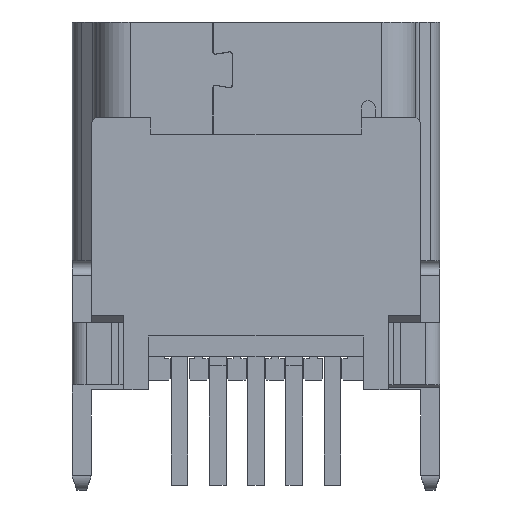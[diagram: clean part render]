
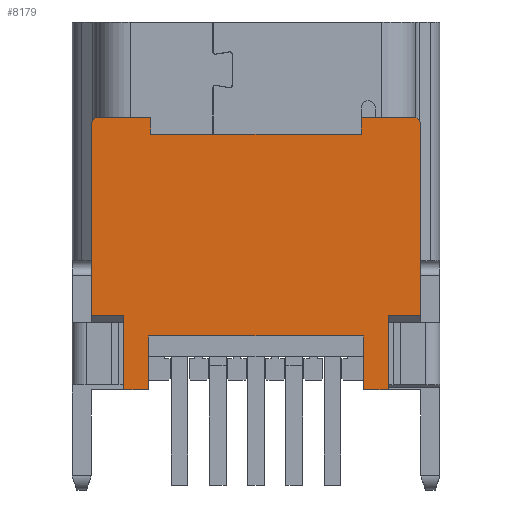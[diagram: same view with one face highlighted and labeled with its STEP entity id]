
A CAD part, front view. The second image highlights one B-rep face of the part: STEP entity #8179.
In plain terms, the highlighted planar face has unit normal (0, -1, 0).
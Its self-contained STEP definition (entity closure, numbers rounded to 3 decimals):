
#455=FACE_OUTER_BOUND('',#886,.T.);
#886=EDGE_LOOP('',(#6494,#6495,#6496,#6497,#6498,#6499,#6500,#6501,#6502,
#6503,#6504,#6505,#6506,#6507,#6508,#6509,#6510,#6511));
#1741=LINE('',#13118,#2773);
#1750=LINE('',#13134,#2782);
#1751=LINE('',#13138,#2783);
#1752=LINE('',#13140,#2784);
#1753=LINE('',#13142,#2785);
#1754=LINE('',#13144,#2786);
#1755=LINE('',#13146,#2787);
#1756=LINE('',#13148,#2788);
#1757=LINE('',#13150,#2789);
#1758=LINE('',#13152,#2790);
#1759=LINE('',#13153,#2791);
#1760=LINE('',#13155,#2792);
#1761=LINE('',#13157,#2793);
#1762=LINE('',#13159,#2794);
#1763=LINE('',#13161,#2795);
#1764=LINE('',#13163,#2796);
#1765=LINE('',#13165,#2797);
#1766=LINE('',#13166,#2798);
#2773=VECTOR('',#10092,4.05);
#2782=VECTOR('',#10103,0.68);
#2783=VECTOR('',#10106,0.68);
#2784=VECTOR('',#10107,4.05);
#2785=VECTOR('',#10108,0.141);
#2786=VECTOR('',#10109,1.15);
#2787=VECTOR('',#10110,0.35);
#2788=VECTOR('',#10111,4.4);
#2789=VECTOR('',#10112,0.35);
#2790=VECTOR('',#10113,1.15);
#2791=VECTOR('',#10114,0.141);
#2792=VECTOR('',#10115,1.55);
#2793=VECTOR('',#10116,0.52);
#2794=VECTOR('',#10117,1.125);
#2795=VECTOR('',#10118,4.5);
#2796=VECTOR('',#10119,1.125);
#2797=VECTOR('',#10120,0.52);
#2798=VECTOR('',#10121,1.55);
#3830=VERTEX_POINT('',#13115);
#3831=VERTEX_POINT('',#13117);
#3837=VERTEX_POINT('',#13132);
#3838=VERTEX_POINT('',#13136);
#3839=VERTEX_POINT('',#13137);
#3840=VERTEX_POINT('',#13139);
#3841=VERTEX_POINT('',#13141);
#3842=VERTEX_POINT('',#13143);
#3843=VERTEX_POINT('',#13145);
#3844=VERTEX_POINT('',#13147);
#3845=VERTEX_POINT('',#13149);
#3846=VERTEX_POINT('',#13151);
#3847=VERTEX_POINT('',#13154);
#3848=VERTEX_POINT('',#13156);
#3849=VERTEX_POINT('',#13158);
#3850=VERTEX_POINT('',#13160);
#3851=VERTEX_POINT('',#13162);
#3852=VERTEX_POINT('',#13164);
#4815=EDGE_CURVE('',#3831,#3830,#1741,.T.);
#4824=EDGE_CURVE('',#3837,#3830,#1750,.T.);
#4825=EDGE_CURVE('',#3838,#3839,#1751,.T.);
#4826=EDGE_CURVE('',#3840,#3838,#1752,.T.);
#4827=EDGE_CURVE('',#3841,#3840,#1753,.T.);
#4828=EDGE_CURVE('',#3841,#3842,#1754,.T.);
#4829=EDGE_CURVE('',#3842,#3843,#1755,.T.);
#4830=EDGE_CURVE('',#3844,#3843,#1756,.T.);
#4831=EDGE_CURVE('',#3845,#3844,#1757,.T.);
#4832=EDGE_CURVE('',#3845,#3846,#1758,.T.);
#4833=EDGE_CURVE('',#3846,#3831,#1759,.T.);
#4834=EDGE_CURVE('',#3837,#3847,#1760,.T.);
#4835=EDGE_CURVE('',#3847,#3848,#1761,.T.);
#4836=EDGE_CURVE('',#3848,#3849,#1762,.T.);
#4837=EDGE_CURVE('',#3849,#3850,#1763,.T.);
#4838=EDGE_CURVE('',#3850,#3851,#1764,.T.);
#4839=EDGE_CURVE('',#3851,#3852,#1765,.T.);
#4840=EDGE_CURVE('',#3852,#3839,#1766,.T.);
#6494=ORIENTED_EDGE('',*,*,#4825,.F.);
#6495=ORIENTED_EDGE('',*,*,#4826,.F.);
#6496=ORIENTED_EDGE('',*,*,#4827,.F.);
#6497=ORIENTED_EDGE('',*,*,#4828,.T.);
#6498=ORIENTED_EDGE('',*,*,#4829,.T.);
#6499=ORIENTED_EDGE('',*,*,#4830,.F.);
#6500=ORIENTED_EDGE('',*,*,#4831,.F.);
#6501=ORIENTED_EDGE('',*,*,#4832,.T.);
#6502=ORIENTED_EDGE('',*,*,#4833,.T.);
#6503=ORIENTED_EDGE('',*,*,#4815,.T.);
#6504=ORIENTED_EDGE('',*,*,#4824,.F.);
#6505=ORIENTED_EDGE('',*,*,#4834,.T.);
#6506=ORIENTED_EDGE('',*,*,#4835,.T.);
#6507=ORIENTED_EDGE('',*,*,#4836,.T.);
#6508=ORIENTED_EDGE('',*,*,#4837,.T.);
#6509=ORIENTED_EDGE('',*,*,#4838,.T.);
#6510=ORIENTED_EDGE('',*,*,#4839,.T.);
#6511=ORIENTED_EDGE('',*,*,#4840,.T.);
#7797=PLANE('',#8683);
#8179=ADVANCED_FACE('',(#455),#7797,.T.);
#8683=AXIS2_PLACEMENT_3D('',#13135,#10104,#10105);
#10092=DIRECTION('',(0.,0.,-1.));
#10103=DIRECTION('',(-1.,0.,0.));
#10104=DIRECTION('center_axis',(0.,-1.,0.));
#10105=DIRECTION('ref_axis',(-1.,0.,0.));
#10106=DIRECTION('',(-1.,0.,0.));
#10107=DIRECTION('',(0.,0.,-1.));
#10108=DIRECTION('',(0.707,0.,-0.707));
#10109=DIRECTION('',(-1.,0.,0.));
#10110=DIRECTION('',(0.,0.,-1.));
#10111=DIRECTION('',(1.,0.,0.));
#10112=DIRECTION('',(0.,0.,-1.));
#10113=DIRECTION('',(-1.,0.,0.));
#10114=DIRECTION('',(-0.707,0.,-0.707));
#10115=DIRECTION('',(0.,0.,-1.));
#10116=DIRECTION('',(1.,0.,0.));
#10117=DIRECTION('',(0.,0.,1.));
#10118=DIRECTION('',(1.,0.,0.));
#10119=DIRECTION('',(0.,0.,-1.));
#10120=DIRECTION('',(1.,0.,0.));
#10121=DIRECTION('',(0.,0.,1.));
#13115=CARTESIAN_POINT('',(-3.45,-2.3,-6.15));
#13117=CARTESIAN_POINT('',(-3.45,-2.3,-2.1));
#13118=CARTESIAN_POINT('',(-3.45,-2.3,-2.1));
#13132=CARTESIAN_POINT('',(-2.77,-2.3,-6.15));
#13134=CARTESIAN_POINT('',(-2.77,-2.3,-6.15));
#13135=CARTESIAN_POINT('Origin',(3.45,-2.3,-2.));
#13136=CARTESIAN_POINT('',(3.45,-2.3,-6.15));
#13137=CARTESIAN_POINT('',(2.77,-2.3,-6.15));
#13138=CARTESIAN_POINT('',(3.45,-2.3,-6.15));
#13139=CARTESIAN_POINT('',(3.45,-2.3,-2.1));
#13140=CARTESIAN_POINT('',(3.45,-2.3,-2.1));
#13141=CARTESIAN_POINT('',(3.35,-2.3,-2.));
#13142=CARTESIAN_POINT('',(3.35,-2.3,-2.));
#13143=CARTESIAN_POINT('',(2.2,-2.3,-2.));
#13144=CARTESIAN_POINT('',(3.35,-2.3,-2.));
#13145=CARTESIAN_POINT('',(2.2,-2.3,-2.35));
#13146=CARTESIAN_POINT('',(2.2,-2.3,-2.));
#13147=CARTESIAN_POINT('',(-2.2,-2.3,-2.35));
#13148=CARTESIAN_POINT('',(-2.2,-2.3,-2.35));
#13149=CARTESIAN_POINT('',(-2.2,-2.3,-2.));
#13150=CARTESIAN_POINT('',(-2.2,-2.3,-2.));
#13151=CARTESIAN_POINT('',(-3.35,-2.3,-2.));
#13152=CARTESIAN_POINT('',(-2.2,-2.3,-2.));
#13153=CARTESIAN_POINT('',(-3.35,-2.3,-2.));
#13154=CARTESIAN_POINT('',(-2.77,-2.3,-7.7));
#13155=CARTESIAN_POINT('',(-2.77,-2.3,-6.15));
#13156=CARTESIAN_POINT('',(-2.25,-2.3,-7.7));
#13157=CARTESIAN_POINT('',(-2.77,-2.3,-7.7));
#13158=CARTESIAN_POINT('',(-2.25,-2.3,-6.575));
#13159=CARTESIAN_POINT('',(-2.25,-2.3,-7.7));
#13160=CARTESIAN_POINT('',(2.25,-2.3,-6.575));
#13161=CARTESIAN_POINT('',(-2.25,-2.3,-6.575));
#13162=CARTESIAN_POINT('',(2.25,-2.3,-7.7));
#13163=CARTESIAN_POINT('',(2.25,-2.3,-6.575));
#13164=CARTESIAN_POINT('',(2.77,-2.3,-7.7));
#13165=CARTESIAN_POINT('',(2.25,-2.3,-7.7));
#13166=CARTESIAN_POINT('',(2.77,-2.3,-7.7));
